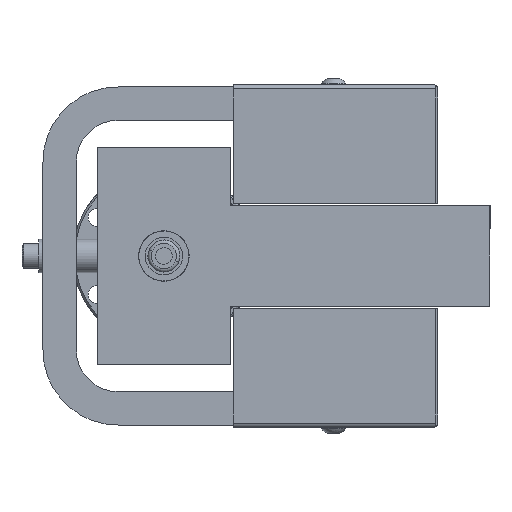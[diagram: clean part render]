
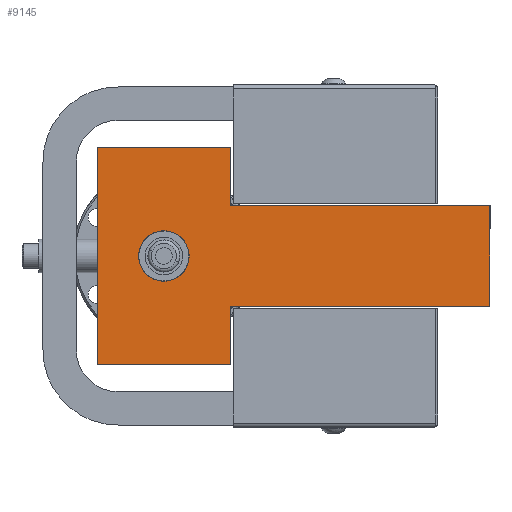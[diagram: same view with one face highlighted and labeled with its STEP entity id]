
A CAD part, left-side view. The second image highlights one B-rep face of the part: STEP entity #9145.
In plain terms, the highlighted planar face has unit normal (-1, 0, 0).
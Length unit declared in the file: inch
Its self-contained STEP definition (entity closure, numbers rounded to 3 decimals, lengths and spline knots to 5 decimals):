
#569 = LINE ( 'NONE', #2360, #570 ) ;
#570 = VECTOR ( 'NONE', #2361, 39.37008 ) ;
#1443 = VERTEX_POINT ( 'NONE', #7040 ) ;
#1444 = VERTEX_POINT ( 'NONE', #7037 ) ;
#1445 = VERTEX_POINT ( 'NONE', #7041 ) ;
#1446 = VERTEX_POINT ( 'NONE', #7033 ) ;
#1447 = VERTEX_POINT ( 'NONE', #7042 ) ;
#1448 = VERTEX_POINT ( 'NONE', #7043 ) ;
#1449 = VERTEX_POINT ( 'NONE', #7044 ) ;
#1450 = VERTEX_POINT ( 'NONE', #7045 ) ;
#2312 = CARTESIAN_POINT ( 'NONE',  ( -1.715, 0.3775, 0. ) ) ;
#2313 = CARTESIAN_POINT ( 'NONE',  ( -1.715, -0.3775, 0. ) ) ;
#2360 = CARTESIAN_POINT ( 'NONE',  ( -1.715, -1., -1.625 ) ) ;
#2361 = DIRECTION ( 'NONE',  ( 0., -1., 0. ) ) ;
#4441 = VERTEX_POINT ( 'NONE', #2312 ) ;
#4443 = VERTEX_POINT ( 'NONE', #2313 ) ;
#5036 = EDGE_CURVE ( 'NONE', #1444, #1443, #569, .T. ) ;
#6035 = ORIENTED_EDGE ( 'NONE', *, *, #5036, .T. ) ;
#6036 = ORIENTED_EDGE ( 'NONE', *, *, #9068, .T. ) ;
#6037 = ORIENTED_EDGE ( 'NONE', *, *, #9069, .T. ) ;
#6038 = ORIENTED_EDGE ( 'NONE', *, *, #9071, .T. ) ;
#6039 = ORIENTED_EDGE ( 'NONE', *, *, #9073, .T. ) ;
#6040 = ORIENTED_EDGE ( 'NONE', *, *, #9075, .T. ) ;
#6041 = ORIENTED_EDGE ( 'NONE', *, *, #9077, .T. ) ;
#6042 = ORIENTED_EDGE ( 'NONE', *, *, #9082, .T. ) ;
#6043 = ORIENTED_EDGE ( 'NONE', *, *, #9055, .F. ) ;
#6044 = ORIENTED_EDGE ( 'NONE', *, *, #9079, .F. ) ;
#6589 = EDGE_LOOP ( 'NONE', ( #6043, #6044 ) ) ;
#6632 = EDGE_LOOP ( 'NONE', ( #6035, #6036, #6037, #6038, #6039, #6040, #6041, #6042 ) ) ;
#7033 = CARTESIAN_POINT ( 'NONE',  ( -1.715, -4.88, -0.75 ) ) ;
#7037 = CARTESIAN_POINT ( 'NONE',  ( -1.715, 1., -1.625 ) ) ;
#7040 = CARTESIAN_POINT ( 'NONE',  ( -1.715, -1., -1.625 ) ) ;
#7041 = CARTESIAN_POINT ( 'NONE',  ( -1.715, -1., -0.75 ) ) ;
#7042 = CARTESIAN_POINT ( 'NONE',  ( -1.715, -4.88, 0.75 ) ) ;
#7043 = CARTESIAN_POINT ( 'NONE',  ( -1.715, -1., 0.75 ) ) ;
#7044 = CARTESIAN_POINT ( 'NONE',  ( -1.715, -1., 1.625 ) ) ;
#7045 = CARTESIAN_POINT ( 'NONE',  ( -1.715, 1., 1.625 ) ) ;
#7522 = CARTESIAN_POINT ( 'NONE',  ( -1.715, 0., 0. ) ) ;
#7524 = DIRECTION ( 'NONE',  ( -1., 0., 0. ) ) ;
#7526 = DIRECTION ( 'NONE',  ( 0., -1., 0. ) ) ;
#7565 = CARTESIAN_POINT ( 'NONE',  ( -1.715, 0., 0. ) ) ;
#7582 = CARTESIAN_POINT ( 'NONE',  ( -1.715, -1., -0.75 ) ) ;
#7583 = DIRECTION ( 'NONE',  ( 0., 0., 1. ) ) ;
#7586 = CARTESIAN_POINT ( 'NONE',  ( -1.715, -4.88, -0.75 ) ) ;
#7588 = DIRECTION ( 'NONE',  ( 0., -1., 0. ) ) ;
#7593 = CARTESIAN_POINT ( 'NONE',  ( -1.715, -4.88, 0.75 ) ) ;
#7595 = DIRECTION ( 'NONE',  ( 0., 0., 1. ) ) ;
#7602 = CARTESIAN_POINT ( 'NONE',  ( -1.715, -1., 0.75 ) ) ;
#7604 = DIRECTION ( 'NONE',  ( 0., 1., 0. ) ) ;
#7609 = CARTESIAN_POINT ( 'NONE',  ( -1.715, -1., 1.625 ) ) ;
#7611 = DIRECTION ( 'NONE',  ( 0., 0., 1. ) ) ;
#7615 = CARTESIAN_POINT ( 'NONE',  ( -1.715, 1., 1.625 ) ) ;
#7617 = DIRECTION ( 'NONE',  ( 0., 1., 0. ) ) ;
#7625 = DIRECTION ( 'NONE',  ( -1., 0., 0. ) ) ;
#7626 = DIRECTION ( 'NONE',  ( 0., -1., 0. ) ) ;
#7631 = CARTESIAN_POINT ( 'NONE',  ( -1.715, 1., -1.625 ) ) ;
#7632 = DIRECTION ( 'NONE',  ( 0., 0., -1. ) ) ;
#7695 = CARTESIAN_POINT ( 'NONE',  ( -1.715, 1., -1.625 ) ) ;
#7699 = PLANE ( 'NONE',  #7901 ) ;
#7708 = DIRECTION ( 'NONE',  ( 1., 0., 0. ) ) ;
#7709 = DIRECTION ( 'NONE',  ( 0., 1., 0. ) ) ;
#7876 = AXIS2_PLACEMENT_3D ( 'NONE', #7522, #7524, #7526 ) ;
#7879 = AXIS2_PLACEMENT_3D ( 'NONE', #7565, #7625, #7626 ) ;
#7901 = AXIS2_PLACEMENT_3D ( 'NONE', #7695, #7708, #7709 ) ;
#9055 = EDGE_CURVE ( 'NONE', #4441, #4443, #9775, .T. ) ;
#9068 = EDGE_CURVE ( 'NONE', #1443, #1445, #9795, .T. ) ;
#9069 = EDGE_CURVE ( 'NONE', #1445, #1446, #9797, .T. ) ;
#9071 = EDGE_CURVE ( 'NONE', #1446, #1447, #9801, .T. ) ;
#9073 = EDGE_CURVE ( 'NONE', #1447, #1448, #9805, .T. ) ;
#9075 = EDGE_CURVE ( 'NONE', #1448, #1449, #9809, .T. ) ;
#9077 = EDGE_CURVE ( 'NONE', #1449, #1450, #9813, .T. ) ;
#9079 = EDGE_CURVE ( 'NONE', #4443, #4441, #9819, .T. ) ;
#9082 = EDGE_CURVE ( 'NONE', #1450, #1444, #9822, .T. ) ;
#9145 = ADVANCED_FACE ( 'NONE', ( #9860, #9853 ), #7699, .F. ) ;
#9775 = CIRCLE ( 'NONE', #7876, 0.3775 ) ;
#9795 = LINE ( 'NONE', #7582, #9796 ) ;
#9796 = VECTOR ( 'NONE', #7583, 39.37008 ) ;
#9797 = LINE ( 'NONE', #7586, #9798 ) ;
#9798 = VECTOR ( 'NONE', #7588, 39.37008 ) ;
#9801 = LINE ( 'NONE', #7593, #9802 ) ;
#9802 = VECTOR ( 'NONE', #7595, 39.37008 ) ;
#9805 = LINE ( 'NONE', #7602, #9806 ) ;
#9806 = VECTOR ( 'NONE', #7604, 39.37008 ) ;
#9809 = LINE ( 'NONE', #7609, #9810 ) ;
#9810 = VECTOR ( 'NONE', #7611, 39.37008 ) ;
#9813 = LINE ( 'NONE', #7615, #9814 ) ;
#9814 = VECTOR ( 'NONE', #7617, 39.37008 ) ;
#9819 = CIRCLE ( 'NONE', #7879, 0.3775 ) ;
#9822 = LINE ( 'NONE', #7631, #9823 ) ;
#9823 = VECTOR ( 'NONE', #7632, 39.37008 ) ;
#9853 = FACE_BOUND ( 'NONE', #6589, .T. ) ;
#9860 = FACE_OUTER_BOUND ( 'NONE', #6632, .T. ) ;
